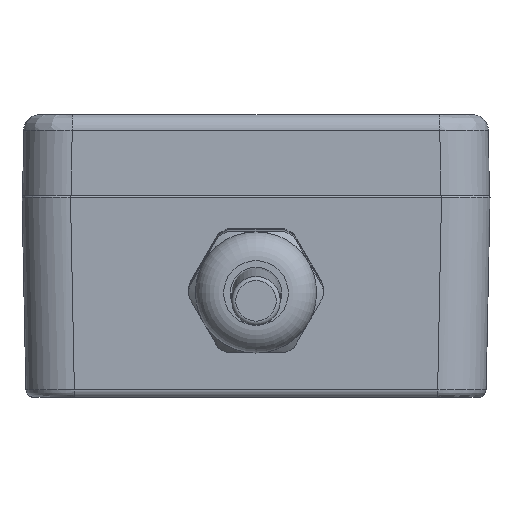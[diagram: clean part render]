
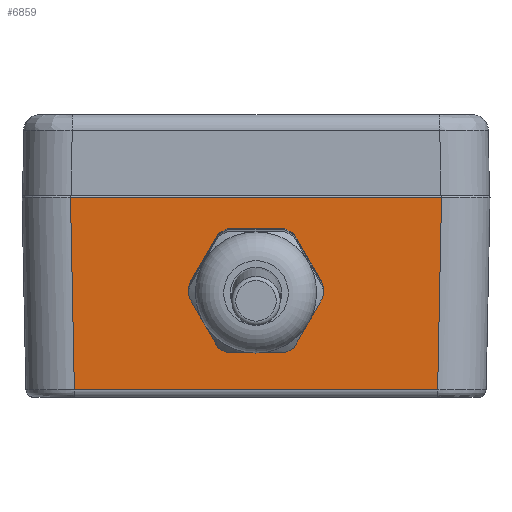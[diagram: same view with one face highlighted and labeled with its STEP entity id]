
A CAD part, front view. The second image highlights one B-rep face of the part: STEP entity #6859.
In plain terms, the highlighted planar face has unit normal (0, -1, -0.02).
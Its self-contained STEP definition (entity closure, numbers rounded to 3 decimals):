
#200=FACE_BOUND('',#1330,.T.);
#342=PLANE('',#7675);
#872=FACE_OUTER_BOUND('',#1329,.T.);
#1329=EDGE_LOOP('',(#6126,#6127,#6128,#6129));
#1330=EDGE_LOOP('',(#6130));
#1604=LINE('',#11350,#2098);
#1634=LINE('',#11668,#2128);
#1644=LINE('',#11972,#2138);
#1849=LINE('',#13956,#2343);
#2098=VECTOR('',#8692,44.937);
#2128=VECTOR('',#8888,45.892);
#2138=VECTOR('',#8930,23.795);
#2343=VECTOR('',#9667,23.795);
#2556=CIRCLE('',#7297,4.);
#3050=VERTEX_POINT('',#11246);
#3059=VERTEX_POINT('',#11331);
#3063=VERTEX_POINT('',#11348);
#3122=VERTEX_POINT('',#11655);
#3126=VERTEX_POINT('',#11666);
#3814=EDGE_CURVE('',#3050,#3050,#2556,.T.);
#3831=EDGE_CURVE('',#3063,#3059,#1604,.T.);
#3918=EDGE_CURVE('',#3126,#3122,#1634,.T.);
#3938=EDGE_CURVE('',#3122,#3063,#1644,.T.);
#4283=EDGE_CURVE('',#3059,#3126,#1849,.T.);
#6126=ORIENTED_EDGE('',*,*,#3918,.F.);
#6127=ORIENTED_EDGE('',*,*,#4283,.F.);
#6128=ORIENTED_EDGE('',*,*,#3831,.F.);
#6129=ORIENTED_EDGE('',*,*,#3938,.F.);
#6130=ORIENTED_EDGE('',*,*,#3814,.T.);
#6859=ADVANCED_FACE('',(#872,#200),#342,.T.);
#7297=AXIS2_PLACEMENT_3D('',#11247,#8661,#8662);
#7675=AXIS2_PLACEMENT_3D('',#13957,#9668,#9669);
#8661=DIRECTION('center_axis',(0.,1.,0.02));
#8662=DIRECTION('ref_axis',(1.,0.,0.));
#8692=DIRECTION('',(-1.,0.,0.));
#8888=DIRECTION('',(1.,0.,0.));
#8930=DIRECTION('',(-0.02,0.02,-1.));
#9667=DIRECTION('',(-0.02,-0.02,1.));
#9668=DIRECTION('center_axis',(0.,-1.,-0.02));
#9669=DIRECTION('ref_axis',(0.,0.02,-1.));
#11246=CARTESIAN_POINT('',(-4.,-31.716,-11.639));
#11247=CARTESIAN_POINT('Origin',(0.,-31.716,-11.639));
#11331=CARTESIAN_POINT('',(-22.469,-31.467,-24.04));
#11348=CARTESIAN_POINT('',(22.469,-31.467,-24.04));
#11350=CARTESIAN_POINT('',(22.469,-31.467,-24.04));
#11655=CARTESIAN_POINT('',(22.946,-31.945,-0.255));
#11666=CARTESIAN_POINT('',(-22.946,-31.945,-0.255));
#11668=CARTESIAN_POINT('',(-22.946,-31.945,-0.255));
#11972=CARTESIAN_POINT('',(22.946,-31.945,-0.255));
#13956=CARTESIAN_POINT('',(-22.469,-31.467,-24.04));
#13957=CARTESIAN_POINT('Origin',(-28.95,-31.95,0.));
